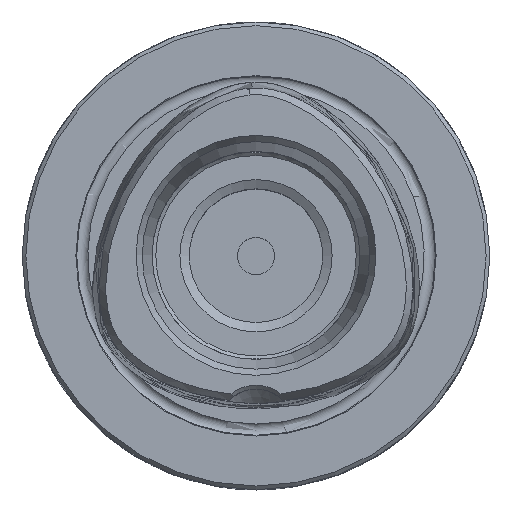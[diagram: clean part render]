
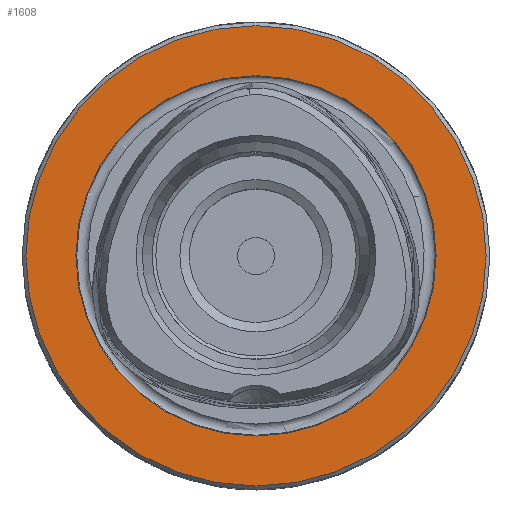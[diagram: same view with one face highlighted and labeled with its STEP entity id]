
A CAD part, top view. The second image highlights one B-rep face of the part: STEP entity #1608.
In plain terms, the highlighted planar face has unit normal (0, 0, 1).
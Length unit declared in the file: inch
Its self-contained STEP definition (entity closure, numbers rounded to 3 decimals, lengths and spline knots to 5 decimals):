
#80=FACE_BOUND('',#484,.T.);
#375=FACE_OUTER_BOUND('',#483,.T.);
#483=EDGE_LOOP('',(#1260));
#484=EDGE_LOOP('',(#1261));
#588=CIRCLE('',#1790,1.22047);
#589=CIRCLE('',#1791,0.95528);
#717=VERTEX_POINT('',#2711);
#718=VERTEX_POINT('',#2713);
#912=EDGE_CURVE('',#717,#717,#588,.T.);
#913=EDGE_CURVE('',#718,#718,#589,.T.);
#1260=ORIENTED_EDGE('',*,*,#912,.T.);
#1261=ORIENTED_EDGE('',*,*,#913,.T.);
#1541=PLANE('',#1789);
#1608=ADVANCED_FACE('',(#375,#80),#1541,.T.);
#1789=AXIS2_PLACEMENT_3D('',#2710,#2156,#2157);
#1790=AXIS2_PLACEMENT_3D('',#2712,#2158,#2159);
#1791=AXIS2_PLACEMENT_3D('',#2714,#2160,#2161);
#2156=DIRECTION('center_axis',(0.,0.,1.));
#2157=DIRECTION('ref_axis',(1.,0.,0.));
#2158=DIRECTION('center_axis',(0.,0.,1.));
#2159=DIRECTION('ref_axis',(0.,-1.,0.));
#2160=DIRECTION('center_axis',(0.,0.,-1.));
#2161=DIRECTION('ref_axis',(0.,-1.,0.));
#2710=CARTESIAN_POINT('Origin',(0.,0.,0.));
#2711=CARTESIAN_POINT('',(0.,-1.22047,0.));
#2712=CARTESIAN_POINT('Origin',(0.,0.,0.));
#2713=CARTESIAN_POINT('',(0.,0.95528,0.));
#2714=CARTESIAN_POINT('Origin',(0.,0.,0.));
